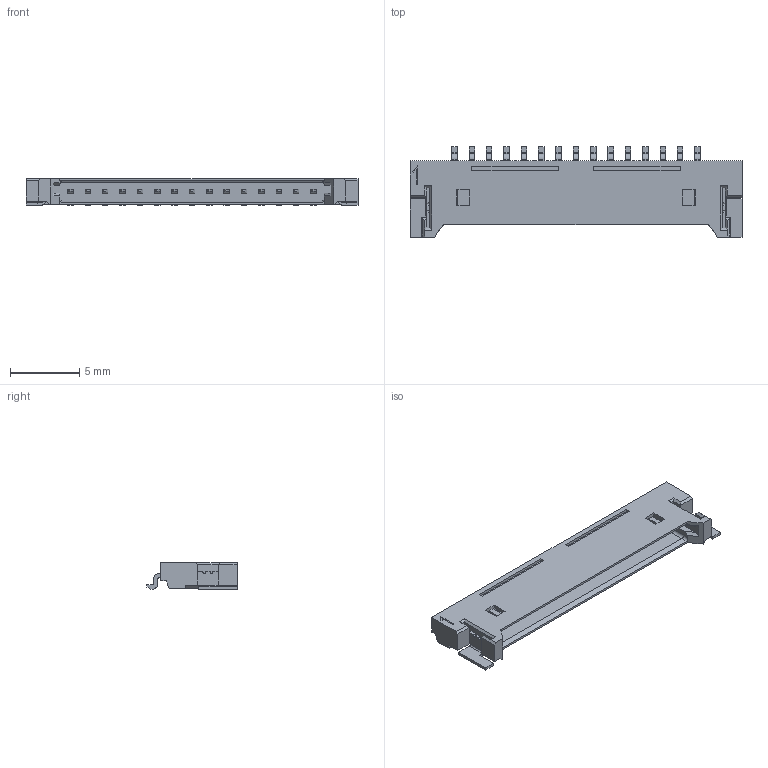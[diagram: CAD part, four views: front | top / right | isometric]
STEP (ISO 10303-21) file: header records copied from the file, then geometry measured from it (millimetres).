
FILE_DESCRIPTION(('FreeCAD Model'),'2;1');
FILE_NAME('../packages3d/Connectors_Molex.3dshapes/Molex_Panelmate-53780-1570_15x1.25mm_Angled.stp','2016-05-21T05:49:18',('Author'),(''), 'Open CASCADE STEP processor 6.8','FreeCAD','Unknown');
FILE_SCHEMA(('AUTOMOTIVE_DESIGN_CC2 { 1 2 10303 214 -1 1 5 4 }'));
Length unit declared in the file: millimetre
Products named in the file (5): ASSEMBLY; body_53780; mount; pinGrey; pinGold
Assembly tree (4 placements, depth 2):
  ASSEMBLY
    body_53780
    mount
    pinGrey
    pinGold
Bounding box: 23.9 x 6.5 x 1.9 mm (x, y, z)
Volume: 102.3 mm3; surface area: 595.5 mm2
Topology: 33 solids, 33 shells, 559 faces, 1384 edges, 894 vertices
Faces by surface type: plane 483, cylinder 76
Entity records: 41770 total; most frequent: CARTESIAN_POINT 13730, DIRECTION 5006, LINE 3524, VECTOR 3524, ORIENTED_EDGE 2768, PCURVE 2768, DEFINITIONAL_REPRESENTATION 2768, EDGE_CURVE 1384
